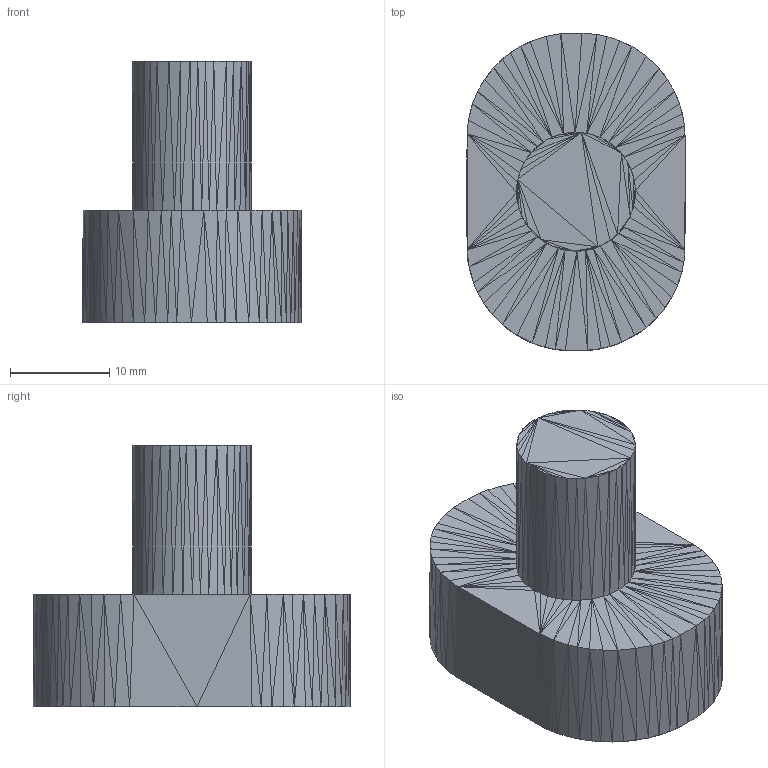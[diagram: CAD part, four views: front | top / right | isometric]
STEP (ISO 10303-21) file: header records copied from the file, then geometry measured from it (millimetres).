
FILE_DESCRIPTION(/* description */ (''),/* implementation_level */ '2;1');
FILE_NAME(/* name */ 'trackball_sensor_cutter_short.step',/* time_stamp */ '2023-05-28T16:16:13-04:00',/* author */ (''),/* organization */ (''),/* preprocessor_version */ 'ST-DEVELOPER v19.2',/* originating_system */ 'Autodesk Translation Framework v12.4.0.73',/* authorisation */ '');
FILE_SCHEMA (('AUTOMOTIVE_DESIGN { 1 0 10303 214 3 1 1 }'));
Length unit declared in the file: millimetre
Products named in the file (1): (Unsaved)
Bounding box: 21.99 x 31.98 x 26.33 mm (x, y, z)
Volume: 8563 mm3; surface area: 2796.3 mm2
Topology: 1 solids, 1 shells, 364 faces, 546 edges, 184 vertices
Faces by surface type: plane 364
Entity records: 7143 total; most frequent: DIRECTION 1276, CARTESIAN_POINT 1095, ORIENTED_EDGE 1092, LINE 546, VECTOR 546, EDGE_CURVE 546, AXIS2_PLACEMENT_3D 365, FACE_OUTER_BOUND 364
